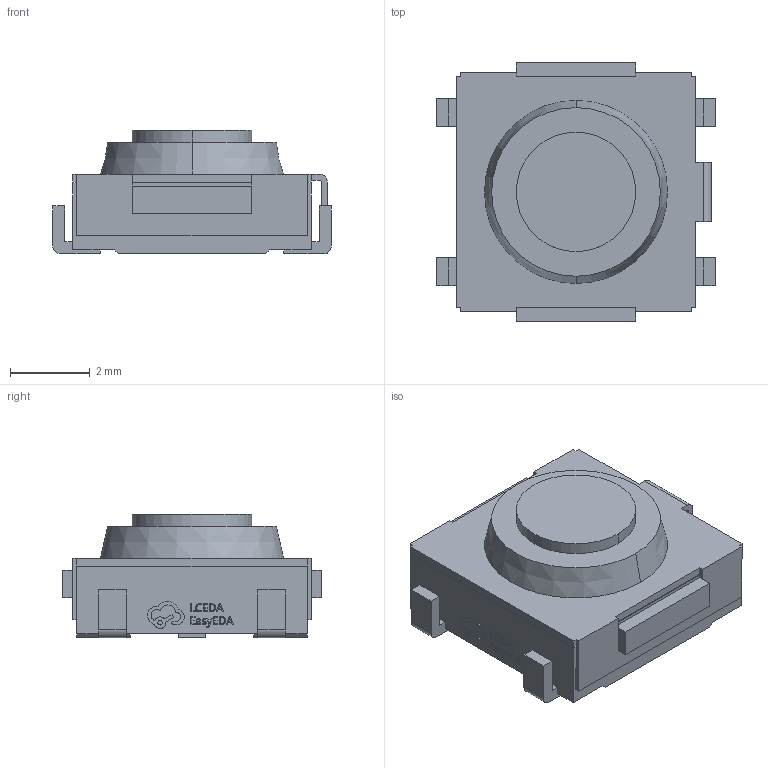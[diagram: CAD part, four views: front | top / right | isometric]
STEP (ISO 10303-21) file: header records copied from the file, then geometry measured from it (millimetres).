
FILE_DESCRIPTION (( 'STEP AP214' ), '1' );
FILE_NAME ('KEY-SMD_5P-L6.0-W6.0-P4.00-LS7.0.STEP', '2023-09-09T09:44:23', ( '' ), ( '' ), 'SwSTEP 2.0', 'SolidWorks 2020', '' );
FILE_SCHEMA (( 'AUTOMOTIVE_DESIGN' ));
Length unit declared in the file: millimetre
Products named in the file (1): KEY-SMD_5P-L6.0-W6.0-P4.00-LS7.0
Bounding box: 7 x 6.5 x 3.1 mm (x, y, z)
Volume: 85.9 mm3; surface area: 162.7 mm2
Topology: 14 solids, 14 shells, 341 faces, 931 edges, 614 vertices
Faces by surface type: plane 233, bspline 98, cylinder 8, cone 2
Entity records: 15099 total; most frequent: CARTESIAN_POINT 3193, ORIENTED_EDGE 1862, DIRECTION 1239, EDGE_CURVE 931, VECTOR 711, LINE 711, VERTEX_POINT 614, UNCERTAINTY_MEASURE_WITH_UNIT 357
